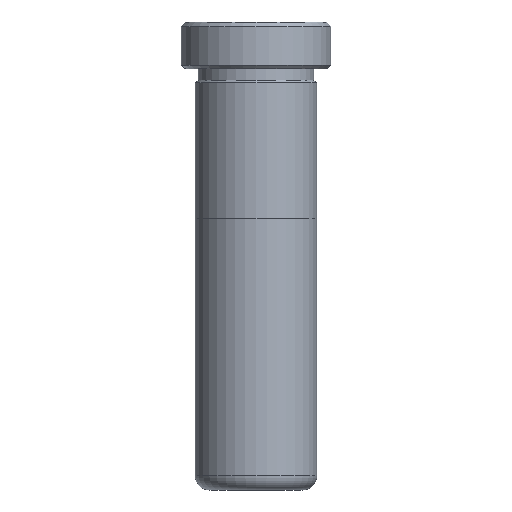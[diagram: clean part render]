
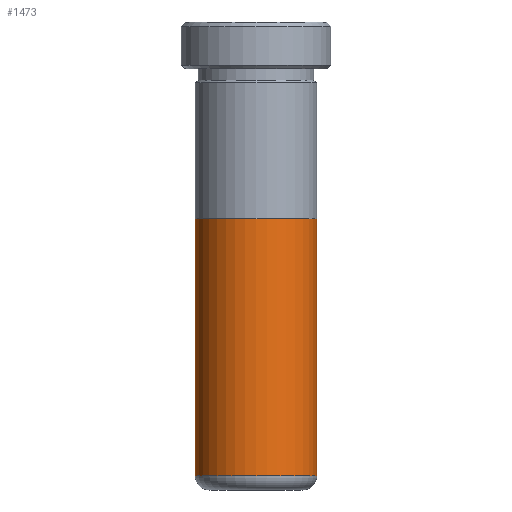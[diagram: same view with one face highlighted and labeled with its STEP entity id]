
A CAD part, front view. The second image highlights one B-rep face of the part: STEP entity #1473.
In plain terms, the highlighted cylindrical face has radius 6.495 mm (diameter 12.99 mm), a partial arc.
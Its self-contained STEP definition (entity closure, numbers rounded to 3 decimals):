
#16 = DIRECTION ( 'NONE',  ( -1., 0., 0. ) ) ;
#35 = VERTEX_POINT ( 'NONE', #1074 ) ;
#51 = AXIS2_PLACEMENT_3D ( 'NONE', #399, #1227, #522 ) ;
#62 = CARTESIAN_POINT ( 'NONE',  ( 0., 0., 1.5 ) ) ;
#143 = CARTESIAN_POINT ( 'NONE',  ( 0., 0., 45. ) ) ;
#188 = DIRECTION ( 'NONE',  ( 0., 0., -1. ) ) ;
#194 = DIRECTION ( 'NONE',  ( 1., 0., 0. ) ) ;
#281 = CIRCLE ( 'NONE', #1171, 6.495 ) ;
#314 = LINE ( 'NONE', #785, #1185 ) ;
#377 = CYLINDRICAL_SURFACE ( 'NONE', #1334, 6.495 ) ;
#399 = CARTESIAN_POINT ( 'NONE',  ( 0., 0., 29. ) ) ;
#414 = EDGE_CURVE ( 'NONE', #783, #35, #1025, .T. ) ;
#470 = EDGE_CURVE ( 'NONE', #502, #1402, #281, .T. ) ;
#476 = EDGE_CURVE ( 'NONE', #35, #1402, #314, .T. ) ;
#502 = VERTEX_POINT ( 'NONE', #911 ) ;
#510 = EDGE_CURVE ( 'NONE', #783, #502, #1146, .T. ) ;
#522 = DIRECTION ( 'NONE',  ( 1., 0., 0. ) ) ;
#717 = EDGE_LOOP ( 'NONE', ( #1355, #920, #989, #846 ) ) ;
#739 = FACE_OUTER_BOUND ( 'NONE', #717, .T. ) ;
#783 = VERTEX_POINT ( 'NONE', #872 ) ;
#785 = CARTESIAN_POINT ( 'NONE',  ( 6.495, 0., 45. ) ) ;
#796 = DIRECTION ( 'NONE',  ( 0., 0., -1. ) ) ;
#846 = ORIENTED_EDGE ( 'NONE', *, *, #470, .T. ) ;
#847 = VECTOR ( 'NONE', #796, 1000. ) ;
#872 = CARTESIAN_POINT ( 'NONE',  ( -6.495, 0., 29. ) ) ;
#907 = DIRECTION ( 'NONE',  ( 0., 0., 1. ) ) ;
#911 = CARTESIAN_POINT ( 'NONE',  ( -6.495, 0., 1.5 ) ) ;
#920 = ORIENTED_EDGE ( 'NONE', *, *, #414, .F. ) ;
#973 = DIRECTION ( 'NONE',  ( 0., 0., -1. ) ) ;
#989 = ORIENTED_EDGE ( 'NONE', *, *, #510, .T. ) ;
#1025 = CIRCLE ( 'NONE', #51, 6.495 ) ;
#1074 = CARTESIAN_POINT ( 'NONE',  ( 6.495, 0., 29. ) ) ;
#1139 = CARTESIAN_POINT ( 'NONE',  ( -6.495, 0., 45. ) ) ;
#1146 = LINE ( 'NONE', #1139, #847 ) ;
#1171 = AXIS2_PLACEMENT_3D ( 'NONE', #62, #907, #194 ) ;
#1185 = VECTOR ( 'NONE', #188, 1000. ) ;
#1227 = DIRECTION ( 'NONE',  ( 0., 0., 1. ) ) ;
#1283 = CARTESIAN_POINT ( 'NONE',  ( 6.495, 0., 1.5 ) ) ;
#1334 = AXIS2_PLACEMENT_3D ( 'NONE', #143, #973, #16 ) ;
#1355 = ORIENTED_EDGE ( 'NONE', *, *, #476, .F. ) ;
#1402 = VERTEX_POINT ( 'NONE', #1283 ) ;
#1473 = ADVANCED_FACE ( 'NONE', ( #739 ), #377, .T. ) ;
